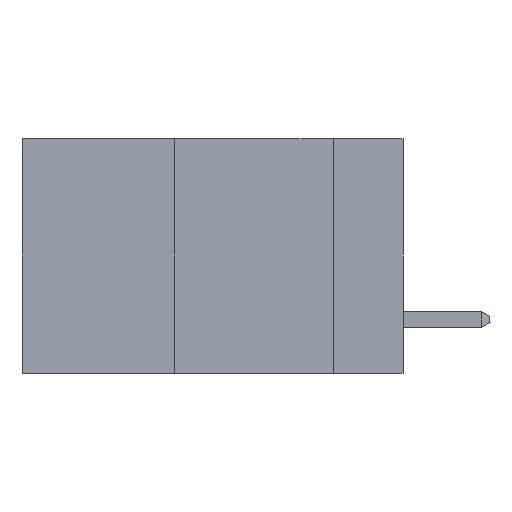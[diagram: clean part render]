
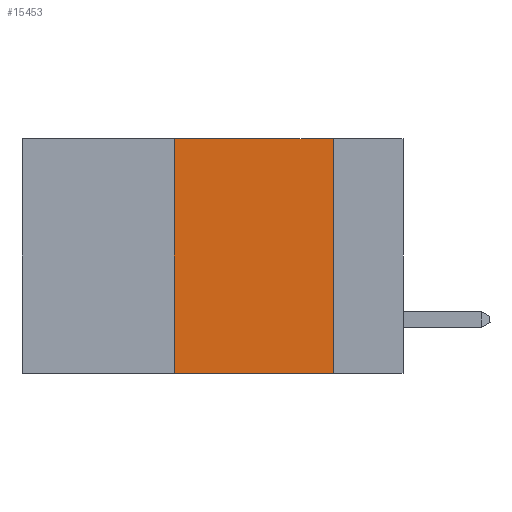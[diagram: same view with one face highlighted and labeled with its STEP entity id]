
A CAD part, left-side view. The second image highlights one B-rep face of the part: STEP entity #15453.
In plain terms, the highlighted planar face has unit normal (-1, 0, 0).
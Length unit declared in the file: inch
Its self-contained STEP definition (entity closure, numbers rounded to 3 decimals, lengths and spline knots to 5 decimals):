
#36 = EDGE_CURVE ( 'NONE', #4735, #1060, #5912, .T. ) ;
#1058 = EDGE_CURVE ( 'NONE', #4735, #18676, #5672, .T. ) ;
#1060 = VERTEX_POINT ( 'NONE', #14013 ) ;
#1373 = DIRECTION ( 'NONE',  ( 0., 0., 1. ) ) ;
#1546 = ORIENTED_EDGE ( 'NONE', *, *, #5089, .F. ) ;
#2025 = VERTEX_POINT ( 'NONE', #14457 ) ;
#3182 = VECTOR ( 'NONE', #12438, 39.37008 ) ;
#3417 = DIRECTION ( 'NONE',  ( 0., -1., 0. ) ) ;
#4292 = ORIENTED_EDGE ( 'NONE', *, *, #36, .T. ) ;
#4585 = DIRECTION ( 'NONE',  ( 1., 0., 0. ) ) ;
#4735 = VERTEX_POINT ( 'NONE', #15992 ) ;
#5089 = EDGE_CURVE ( 'NONE', #2025, #1060, #19822, .T. ) ;
#5234 = EDGE_CURVE ( 'NONE', #18676, #2025, #16837, .T. ) ;
#5672 = LINE ( 'NONE', #20433, #12851 ) ;
#5763 = AXIS2_PLACEMENT_3D ( 'NONE', #6161, #4585, #17261 ) ;
#5912 = LINE ( 'NONE', #20257, #3182 ) ;
#6161 = CARTESIAN_POINT ( 'NONE',  ( 0., 0.6, 0. ) ) ;
#6203 = ORIENTED_EDGE ( 'NONE', *, *, #5234, .F. ) ;
#8185 = CARTESIAN_POINT ( 'NONE',  ( 0., 0.6, 0. ) ) ;
#8560 = EDGE_LOOP ( 'NONE', ( #1546, #6203, #15432, #4292 ) ) ;
#12261 = CARTESIAN_POINT ( 'NONE',  ( 0., 0.36, 0. ) ) ;
#12438 = DIRECTION ( 'NONE',  ( 0., -1., 0. ) ) ;
#12590 = VECTOR ( 'NONE', #3417, 39.37008 ) ;
#12851 = VECTOR ( 'NONE', #1373, 39.37008 ) ;
#14013 = CARTESIAN_POINT ( 'NONE',  ( 0., 0.11, -0.37 ) ) ;
#14143 = PLANE ( 'NONE',  #5763 ) ;
#14457 = CARTESIAN_POINT ( 'NONE',  ( 0., 0.11, 0. ) ) ;
#15432 = ORIENTED_EDGE ( 'NONE', *, *, #1058, .F. ) ;
#15453 = ADVANCED_FACE ( 'NONE', ( #19300 ), #14143, .F. ) ;
#15992 = CARTESIAN_POINT ( 'NONE',  ( 0., 0.36, -0.37 ) ) ;
#16837 = LINE ( 'NONE', #8185, #12590 ) ;
#17088 = DIRECTION ( 'NONE',  ( 0., 0., -1. ) ) ;
#17261 = DIRECTION ( 'NONE',  ( 0., 0., -1. ) ) ;
#18676 = VERTEX_POINT ( 'NONE', #12261 ) ;
#19300 = FACE_OUTER_BOUND ( 'NONE', #8560, .T. ) ;
#19733 = CARTESIAN_POINT ( 'NONE',  ( 0., 0.11, 0. ) ) ;
#19822 = LINE ( 'NONE', #19733, #20348 ) ;
#20257 = CARTESIAN_POINT ( 'NONE',  ( 0., 0.6, -0.37 ) ) ;
#20348 = VECTOR ( 'NONE', #17088, 39.37008 ) ;
#20433 = CARTESIAN_POINT ( 'NONE',  ( 0., 0.36, 0. ) ) ;
